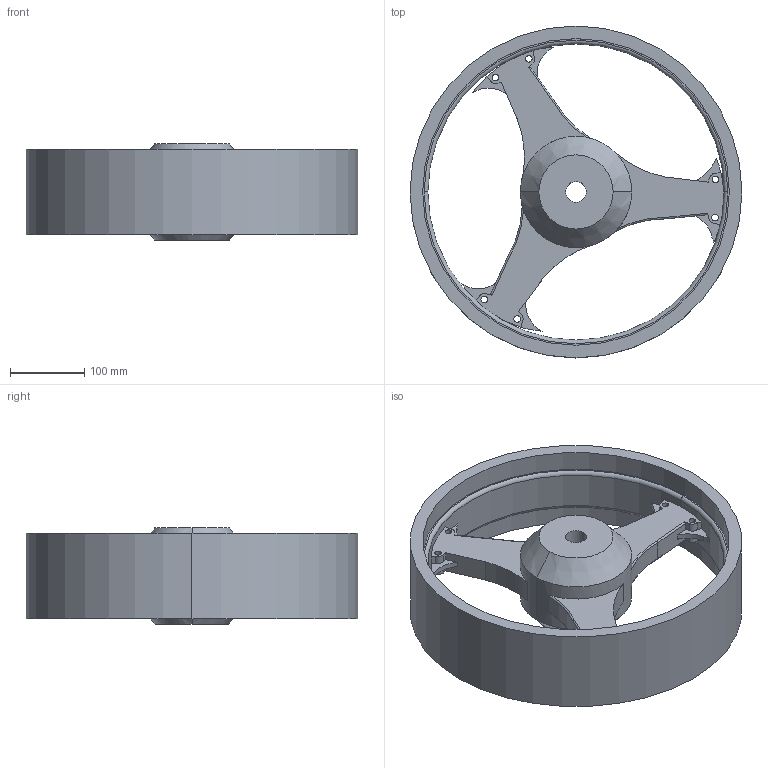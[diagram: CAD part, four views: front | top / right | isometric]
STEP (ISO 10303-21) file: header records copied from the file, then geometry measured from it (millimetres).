
FILE_DESCRIPTION (( 'STEP AP214' ), '1' );
FILE_NAME ('Akiruhanui_ReVOLT_EV_Kawasaki_Front_Wheel_Rim_STEP_AP214.STEP', '2025-12-10T16:00:59', ( '' ), ( '' ), 'SwSTEP 2.0', 'SolidWorks 2023', '' );
FILE_SCHEMA (( 'AUTOMOTIVE_DESIGN' ));
Length unit declared in the file: millimetre
Products named in the file (1): Akiruhanui_ReVOLT_EV_Kawasaki_Front_Wheel_Rim_STEP_AP214
Bounding box: 447.2 x 447.2 x 130 mm (x, y, z)
Volume: 5754330.8 mm3; surface area: 535190.3 mm2
Topology: 2 solids, 2 shells, 131 faces, 355 edges, 232 vertices
Faces by surface type: cylinder 63, plane 54, torus 10, cone 4
Entity records: 4473 total; most frequent: CARTESIAN_POINT 1007, DIRECTION 749, ORIENTED_EDGE 710, EDGE_CURVE 355, AXIS2_PLACEMENT_3D 282, VERTEX_POINT 232, LINE 185, VECTOR 185
